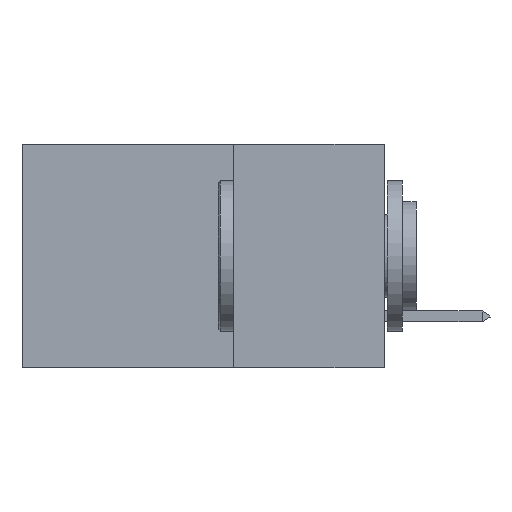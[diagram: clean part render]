
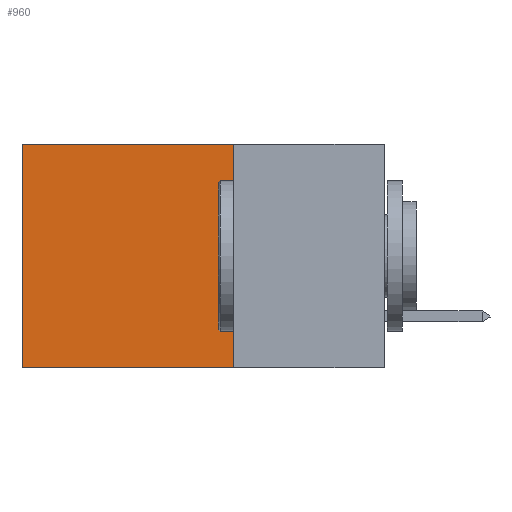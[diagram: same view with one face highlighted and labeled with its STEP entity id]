
A CAD part, left-side view. The second image highlights one B-rep face of the part: STEP entity #960.
In plain terms, the highlighted planar face has unit normal (-1, 0, 0).
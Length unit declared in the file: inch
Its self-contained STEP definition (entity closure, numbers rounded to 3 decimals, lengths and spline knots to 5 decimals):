
#43 = DIRECTION ( 'NONE',  ( 0., 1., 0. ) ) ;
#108 = CARTESIAN_POINT ( 'NONE',  ( 0.2875, 0.25, -0.37 ) ) ;
#223 = LINE ( 'NONE', #108, #10848 ) ;
#393 = LINE ( 'NONE', #4227, #13474 ) ;
#960 = ADVANCED_FACE ( 'NONE', ( #6518 ), #11376, .F. ) ;
#1017 = VERTEX_POINT ( 'NONE', #6407 ) ;
#1107 = EDGE_CURVE ( 'NONE', #9047, #6325, #393, .T. ) ;
#3102 = VECTOR ( 'NONE', #11000, 39.37008 ) ;
#3186 = DIRECTION ( 'NONE',  ( 0., 0., -1. ) ) ;
#3836 = ORIENTED_EDGE ( 'NONE', *, *, #4654, .F. ) ;
#4227 = CARTESIAN_POINT ( 'NONE',  ( 0.2875, 0.6, 0. ) ) ;
#4388 = CARTESIAN_POINT ( 'NONE',  ( 0.2875, 0.6, 0. ) ) ;
#4654 = EDGE_CURVE ( 'NONE', #1017, #6325, #223, .T. ) ;
#5266 = CARTESIAN_POINT ( 'NONE',  ( 0.2875, 0.25, 0. ) ) ;
#5845 = ORIENTED_EDGE ( 'NONE', *, *, #6626, .T. ) ;
#6325 = VERTEX_POINT ( 'NONE', #14852 ) ;
#6397 = ORIENTED_EDGE ( 'NONE', *, *, #11243, .F. ) ;
#6407 = CARTESIAN_POINT ( 'NONE',  ( 0.2875, 0.25, -0.37 ) ) ;
#6518 = FACE_OUTER_BOUND ( 'NONE', #7015, .T. ) ;
#6626 = EDGE_CURVE ( 'NONE', #9793, #9047, #9412, .T. ) ;
#6688 = DIRECTION ( 'NONE',  ( 0., 1., 0. ) ) ;
#6733 = DIRECTION ( 'NONE',  ( 1., 0., 0. ) ) ;
#6847 = CARTESIAN_POINT ( 'NONE',  ( 0.2875, 0.25, 0. ) ) ;
#6909 = LINE ( 'NONE', #16909, #3102 ) ;
#7015 = EDGE_LOOP ( 'NONE', ( #15454, #3836, #6397, #5845 ) ) ;
#7468 = AXIS2_PLACEMENT_3D ( 'NONE', #6847, #6733, #3186 ) ;
#8703 = CARTESIAN_POINT ( 'NONE',  ( 0.2875, 0.25, 0. ) ) ;
#9047 = VERTEX_POINT ( 'NONE', #4388 ) ;
#9412 = LINE ( 'NONE', #5266, #12357 ) ;
#9793 = VERTEX_POINT ( 'NONE', #8703 ) ;
#9855 = DIRECTION ( 'NONE',  ( 0., 0., -1. ) ) ;
#10848 = VECTOR ( 'NONE', #43, 39.37008 ) ;
#11000 = DIRECTION ( 'NONE',  ( 0., 0., -1. ) ) ;
#11243 = EDGE_CURVE ( 'NONE', #9793, #1017, #6909, .T. ) ;
#11376 = PLANE ( 'NONE',  #7468 ) ;
#12357 = VECTOR ( 'NONE', #6688, 39.37008 ) ;
#13474 = VECTOR ( 'NONE', #9855, 39.37008 ) ;
#14852 = CARTESIAN_POINT ( 'NONE',  ( 0.2875, 0.6, -0.37 ) ) ;
#15454 = ORIENTED_EDGE ( 'NONE', *, *, #1107, .T. ) ;
#16909 = CARTESIAN_POINT ( 'NONE',  ( 0.2875, 0.25, 0. ) ) ;
